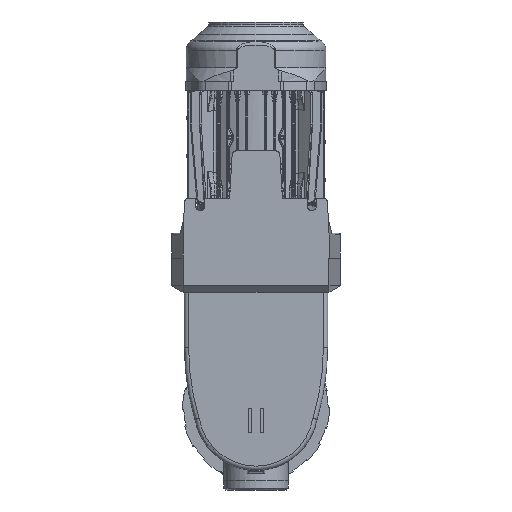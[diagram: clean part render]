
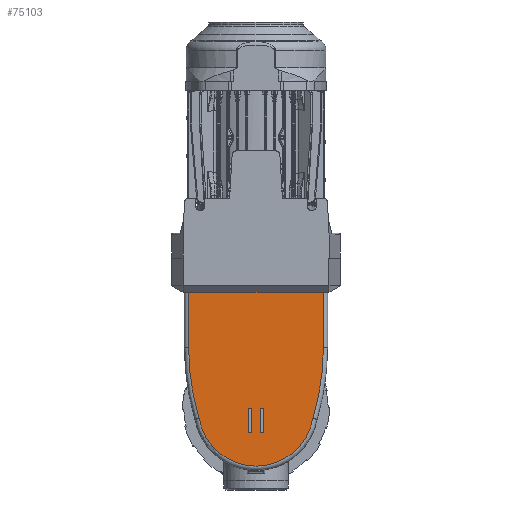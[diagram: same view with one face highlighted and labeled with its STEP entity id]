
A CAD part, front view. The second image highlights one B-rep face of the part: STEP entity #75103.
In plain terms, the highlighted planar face has unit normal (0, -1, 0).
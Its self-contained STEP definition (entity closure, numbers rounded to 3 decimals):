
#4449=FACE_BOUND('',#12842,.T.);
#4450=FACE_BOUND('',#12843,.T.);
#8554=FACE_OUTER_BOUND('',#12841,.T.);
#12841=EDGE_LOOP('',(#65404,#65405,#65406,#65407,#65408,#65409));
#12842=EDGE_LOOP('',(#65410,#65411,#65412,#65413));
#12843=EDGE_LOOP('',(#65414,#65415,#65416,#65417));
#15650=CIRCLE('',#81840,289.162);
#15652=CIRCLE('',#81843,289.162);
#16004=CIRCLE('',#82589,67.23);
#21086=LINE('',#149322,#25780);
#21099=LINE('',#149350,#25793);
#21103=LINE('',#149357,#25797);
#21106=LINE('',#149362,#25800);
#21199=LINE('',#149972,#25893);
#21260=LINE('',#150379,#25954);
#21270=LINE('',#150423,#25964);
#21273=LINE('',#150430,#25967);
#21275=LINE('',#150433,#25969);
#21277=LINE('',#150438,#25971);
#21938=LINE('',#162452,#26632);
#25780=VECTOR('',#99627,28.);
#25793=VECTOR('',#99646,3.49);
#25797=VECTOR('',#99652,3.51);
#25800=VECTOR('',#99657,28.);
#25893=VECTOR('',#99900,5.971);
#25954=VECTOR('',#100109,64.232);
#25964=VECTOR('',#100139,3.51);
#25967=VECTOR('',#100144,3.49);
#25969=VECTOR('',#100148,28.);
#25971=VECTOR('',#100156,28.);
#26632=VECTOR('',#102437,10.);
#32393=VERTEX_POINT('',#149320);
#32394=VERTEX_POINT('',#149321);
#32405=VERTEX_POINT('',#149347);
#32406=VERTEX_POINT('',#149349);
#32408=VERTEX_POINT('',#149355);
#32409=VERTEX_POINT('',#149360);
#32527=VERTEX_POINT('',#149969);
#32528=VERTEX_POINT('',#149971);
#32612=VERTEX_POINT('',#150248);
#32613=VERTEX_POINT('',#150250);
#32615=VERTEX_POINT('',#150291);
#32617=VERTEX_POINT('',#150336);
#32622=VERTEX_POINT('',#150427);
#32623=VERTEX_POINT('',#150429);
#42440=EDGE_CURVE('',#32393,#32394,#21086,.T.);
#42453=EDGE_CURVE('',#32406,#32405,#21099,.T.);
#42457=EDGE_CURVE('',#32393,#32408,#21103,.T.);
#42460=EDGE_CURVE('',#32408,#32409,#21106,.T.);
#42625=EDGE_CURVE('',#32527,#32528,#21199,.T.);
#42733=EDGE_CURVE('',#32612,#32613,#15650,.T.);
#42738=EDGE_CURVE('',#32617,#32615,#15652,.T.);
#42741=EDGE_CURVE('',#32615,#32527,#21260,.T.);
#42753=EDGE_CURVE('',#32409,#32394,#21270,.T.);
#42756=EDGE_CURVE('',#32623,#32622,#21273,.T.);
#42758=EDGE_CURVE('',#32405,#32623,#21275,.T.);
#42760=EDGE_CURVE('',#32406,#32622,#21277,.T.);
#43964=EDGE_CURVE('',#32613,#32617,#16004,.T.);
#44068=EDGE_CURVE('',#32612,#32528,#21938,.T.);
#65404=ORIENTED_EDGE('',*,*,#42625,.F.);
#65405=ORIENTED_EDGE('',*,*,#42741,.F.);
#65406=ORIENTED_EDGE('',*,*,#42738,.F.);
#65407=ORIENTED_EDGE('',*,*,#43964,.F.);
#65408=ORIENTED_EDGE('',*,*,#42733,.F.);
#65409=ORIENTED_EDGE('',*,*,#44068,.T.);
#65410=ORIENTED_EDGE('',*,*,#42760,.F.);
#65411=ORIENTED_EDGE('',*,*,#42453,.T.);
#65412=ORIENTED_EDGE('',*,*,#42758,.T.);
#65413=ORIENTED_EDGE('',*,*,#42756,.T.);
#65414=ORIENTED_EDGE('',*,*,#42457,.T.);
#65415=ORIENTED_EDGE('',*,*,#42460,.T.);
#65416=ORIENTED_EDGE('',*,*,#42753,.T.);
#65417=ORIENTED_EDGE('',*,*,#42440,.F.);
#66907=PLANE('',#82671);
#75103=ADVANCED_FACE('',(#8554,#4449,#4450),#66907,.T.);
#81840=AXIS2_PLACEMENT_3D('',#150251,#100096,#100097);
#81843=AXIS2_PLACEMENT_3D('',#150374,#100102,#100103);
#82589=AXIS2_PLACEMENT_3D('',#162115,#102178,#102179);
#82671=AXIS2_PLACEMENT_3D('',#162453,#102438,#102439);
#99627=DIRECTION('',(0.,0.,-1.));
#99646=DIRECTION('',(-1.,0.,0.));
#99652=DIRECTION('',(1.,0.,0.));
#99657=DIRECTION('',(0.,0.,-1.));
#99900=DIRECTION('',(1.,0.,0.));
#100096=DIRECTION('center_axis',(0.,1.,0.));
#100097=DIRECTION('ref_axis',(0.989,0.,-0.147));
#100102=DIRECTION('center_axis',(0.,1.,0.));
#100103=DIRECTION('ref_axis',(-0.989,0.,
-0.147));
#100109=DIRECTION('',(0.,0.,1.));
#100139=DIRECTION('',(-1.,0.,0.));
#100144=DIRECTION('',(1.,0.,0.));
#100148=DIRECTION('',(0.,0.,1.));
#100156=DIRECTION('',(0.,0.,1.));
#102178=DIRECTION('center_axis',(0.,1.,0.));
#102179=DIRECTION('ref_axis',(0.,0.,
-1.));
#102437=DIRECTION('',(0.,0.,1.));
#102438=DIRECTION('center_axis',(0.,-1.,0.));
#102439=DIRECTION('ref_axis',(0.,0.,-1.));
#149320=CARTESIAN_POINT('',(5.49,-92.,0.));
#149321=CARTESIAN_POINT('',(5.49,-92.,-28.));
#149322=CARTESIAN_POINT('',(5.49,-92.,-7.));
#149347=CARTESIAN_POINT('',(-9.,-92.,-28.));
#149349=CARTESIAN_POINT('',(-5.51,-92.,-28.));
#149350=CARTESIAN_POINT('',(11.832,-92.,-28.));
#149355=CARTESIAN_POINT('',(9.,-92.,0.));
#149357=CARTESIAN_POINT('',(20.832,-92.,0.));
#149360=CARTESIAN_POINT('',(9.,-92.,-28.));
#149362=CARTESIAN_POINT('',(9.,-92.,-14.));
#149969=CARTESIAN_POINT('',(-78.5,-92.,135.));
#149971=CARTESIAN_POINT('',(78.5,-92.,135.));
#149972=CARTESIAN_POINT('',(0.,-92.,135.));
#150248=CARTESIAN_POINT('',(78.5,-92.,70.743));
#150250=CARTESIAN_POINT('',(66.22,-92.,-11.608));
#150251=CARTESIAN_POINT('Origin',(-210.661,-92.,71.77));
#150291=CARTESIAN_POINT('',(-78.5,-92.,70.768));
#150336=CARTESIAN_POINT('',(-66.22,-92.,-11.608));
#150374=CARTESIAN_POINT('Origin',(210.661,-92.,71.77));
#150379=CARTESIAN_POINT('',(-78.5,-92.,67.5));
#150423=CARTESIAN_POINT('',(18.707,-92.,-28.));
#150427=CARTESIAN_POINT('',(-5.51,-92.,0.));
#150429=CARTESIAN_POINT('',(-9.,-92.,0.));
#150430=CARTESIAN_POINT('',(13.957,-92.,0.));
#150433=CARTESIAN_POINT('',(-9.,-92.,0.));
#150438=CARTESIAN_POINT('',(-5.51,-92.,-7.));
#162115=CARTESIAN_POINT('Origin',(0.,-92.,0.));
#162452=CARTESIAN_POINT('',(78.5,-92.,70.743));
#162453=CARTESIAN_POINT('Origin',(32.664,-92.,0.));
